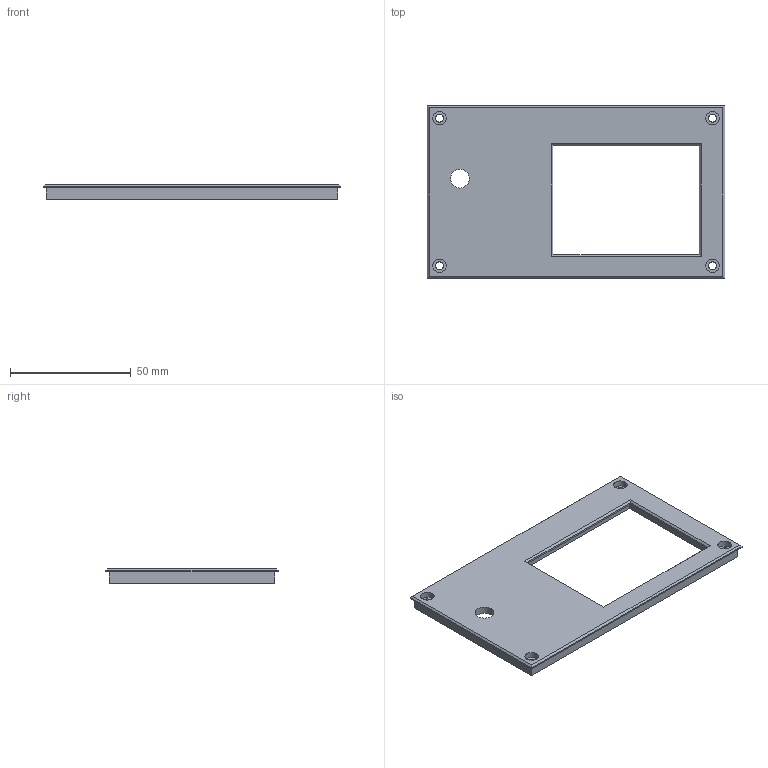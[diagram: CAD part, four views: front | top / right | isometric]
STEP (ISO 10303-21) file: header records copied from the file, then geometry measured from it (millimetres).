
FILE_DESCRIPTION (( 'STEP AP214' ), '1' );
FILE_NAME ('ShieldEnclosure_Lid.STEP', '2020-09-11T23:16:35', ( '' ), ( '' ), 'SwSTEP 2.0', 'SolidWorks 2019', '' );
FILE_SCHEMA (( 'AUTOMOTIVE_DESIGN' ));
Length unit declared in the file: inch
Products named in the file (1): ShieldEnclosure_Lid
Bounding box: 123.44 x 71.37 x 5.97 mm (x, y, z)
Volume: 27772.6 mm3; surface area: 16101.3 mm2
Topology: 1 solids, 1 shells, 63 faces, 148 edges, 96 vertices
Faces by surface type: plane 43, cylinder 20
Entity records: 1862 total; most frequent: DIRECTION 316, CARTESIAN_POINT 308, ORIENTED_EDGE 296, EDGE_CURVE 148, VECTOR 108, LINE 108, AXIS2_PLACEMENT_3D 104, VERTEX_POINT 96
